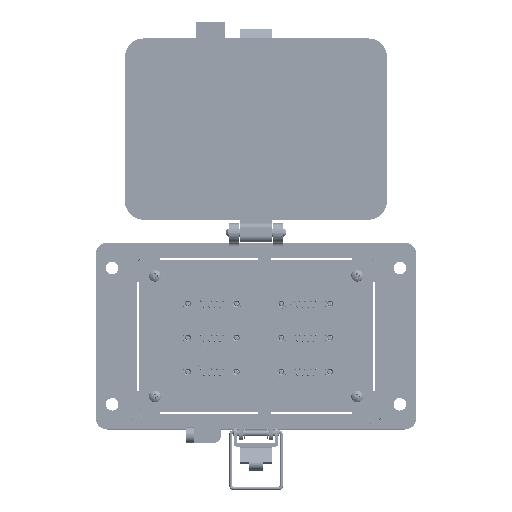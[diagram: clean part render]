
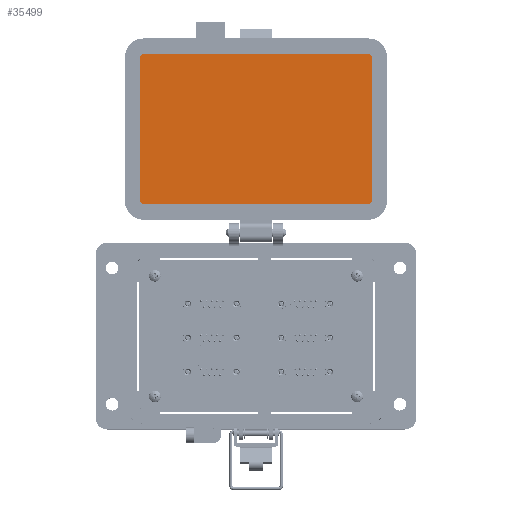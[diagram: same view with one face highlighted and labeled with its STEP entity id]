
A CAD part, top view. The second image highlights one B-rep face of the part: STEP entity #35499.
In plain terms, the highlighted planar face has unit normal (0, 0, 1).
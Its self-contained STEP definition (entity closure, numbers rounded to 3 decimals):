
#100 = DIRECTION ( 'NONE',  ( 0., 0., 1. ) ) ;
#393 = VECTOR ( 'NONE', #40244, 1000. ) ;
#1303 = EDGE_CURVE ( 'NONE', #39691, #10488, #5999, .T. ) ;
#2674 = ORIENTED_EDGE ( 'NONE', *, *, #11044, .F. ) ;
#2742 = VERTEX_POINT ( 'NONE', #13860 ) ;
#2967 = ORIENTED_EDGE ( 'NONE', *, *, #1303, .F. ) ;
#3098 = DIRECTION ( 'NONE',  ( -1., 0., 0. ) ) ;
#3369 = VECTOR ( 'NONE', #30826, 1000. ) ;
#4183 = PLANE ( 'NONE',  #20325 ) ;
#4321 = CARTESIAN_POINT ( 'NONE',  ( 57.717, 67.765, 8.694 ) ) ;
#5999 = LINE ( 'NONE', #18543, #3369 ) ;
#6643 = ORIENTED_EDGE ( 'NONE', *, *, #11477, .F. ) ;
#7492 = LINE ( 'NONE', #18937, #393 ) ;
#8172 = CARTESIAN_POINT ( 'NONE',  ( -57.72, 69.55, 8.694 ) ) ;
#9351 = CARTESIAN_POINT ( 'NONE',  ( 59.502, 69.55, 8.694 ) ) ;
#9396 = VERTEX_POINT ( 'NONE', #33311 ) ;
#10082 = CIRCLE ( 'NONE', #40594, 1.785 ) ;
#10488 = VERTEX_POINT ( 'NONE', #31424 ) ;
#10734 = EDGE_CURVE ( 'NONE', #39124, #51756, #40516, .T. ) ;
#11044 = EDGE_CURVE ( 'NONE', #9396, #37557, #13863, .T. ) ;
#11477 = EDGE_CURVE ( 'NONE', #10488, #21535, #10082, .T. ) ;
#12337 = ORIENTED_EDGE ( 'NONE', *, *, #17048, .F. ) ;
#12774 = EDGE_CURVE ( 'NONE', #51756, #2742, #36388, .T. ) ;
#13108 = ORIENTED_EDGE ( 'NONE', *, *, #28227, .F. ) ;
#13860 = CARTESIAN_POINT ( 'NONE',  ( -57.72, 67.765, 8.694 ) ) ;
#13863 = LINE ( 'NONE', #30491, #51921 ) ;
#15024 = VECTOR ( 'NONE', #3098, 1000. ) ;
#16987 = AXIS2_PLACEMENT_3D ( 'NONE', #23080, #27456, #36195 ) ;
#17048 = EDGE_CURVE ( 'NONE', #2742, #9396, #37585, .T. ) ;
#18543 = CARTESIAN_POINT ( 'NONE',  ( 57.717, 145.119, 8.694 ) ) ;
#18937 = CARTESIAN_POINT ( 'NONE',  ( 59.502, 69.55, 8.694 ) ) ;
#19155 = ORIENTED_EDGE ( 'NONE', *, *, #12774, .F. ) ;
#19356 = CARTESIAN_POINT ( 'NONE',  ( 57.717, 69.55, 8.694 ) ) ;
#20325 = AXIS2_PLACEMENT_3D ( 'NONE', #53907, #100, #28753 ) ;
#20652 = CARTESIAN_POINT ( 'NONE',  ( -57.72, 145.119, 8.694 ) ) ;
#20966 = DIRECTION ( 'NONE',  ( 0., -1., 0. ) ) ;
#21172 = CARTESIAN_POINT ( 'NONE',  ( 59.502, 143.334, 8.694 ) ) ;
#21535 = VERTEX_POINT ( 'NONE', #21172 ) ;
#22841 = ORIENTED_EDGE ( 'NONE', *, *, #10734, .F. ) ;
#23080 = CARTESIAN_POINT ( 'NONE',  ( -57.72, 143.334, 8.694 ) ) ;
#24959 = CARTESIAN_POINT ( 'NONE',  ( -59.505, 143.334, 8.694 ) ) ;
#26405 = EDGE_LOOP ( 'NONE', ( #13108, #2674, #12337, #19155, #22841, #51512, #6643, #2967 ) ) ;
#27456 = DIRECTION ( 'NONE',  ( 0., 0., -1. ) ) ;
#27814 = DIRECTION ( 'NONE',  ( 0., -1., 0. ) ) ;
#28227 = EDGE_CURVE ( 'NONE', #37557, #39691, #28339, .T. ) ;
#28339 = CIRCLE ( 'NONE', #16987, 1.785 ) ;
#28753 = DIRECTION ( 'NONE',  ( 0., -1., 0. ) ) ;
#29002 = CARTESIAN_POINT ( 'NONE',  ( -57.72, 67.765, 8.694 ) ) ;
#30491 = CARTESIAN_POINT ( 'NONE',  ( -59.505, 143.334, 8.694 ) ) ;
#30826 = DIRECTION ( 'NONE',  ( 1., 0., 0. ) ) ;
#30908 = AXIS2_PLACEMENT_3D ( 'NONE', #19356, #52156, #27814 ) ;
#31424 = CARTESIAN_POINT ( 'NONE',  ( 57.717, 145.119, 8.694 ) ) ;
#31449 = DIRECTION ( 'NONE',  ( 0., 0., -1. ) ) ;
#33311 = CARTESIAN_POINT ( 'NONE',  ( -59.505, 69.55, 8.694 ) ) ;
#35317 = EDGE_CURVE ( 'NONE', #21535, #39124, #7492, .T. ) ;
#35499 = ADVANCED_FACE ( 'NONE', ( #37226 ), #4183, .T. ) ;
#36195 = DIRECTION ( 'NONE',  ( 0., -1., 0. ) ) ;
#36388 = LINE ( 'NONE', #29002, #15024 ) ;
#37226 = FACE_OUTER_BOUND ( 'NONE', #26405, .T. ) ;
#37557 = VERTEX_POINT ( 'NONE', #24959 ) ;
#37585 = CIRCLE ( 'NONE', #53303, 1.785 ) ;
#39124 = VERTEX_POINT ( 'NONE', #9351 ) ;
#39130 = CARTESIAN_POINT ( 'NONE',  ( 57.717, 143.334, 8.694 ) ) ;
#39691 = VERTEX_POINT ( 'NONE', #20652 ) ;
#40244 = DIRECTION ( 'NONE',  ( 0., -1., 0. ) ) ;
#40516 = CIRCLE ( 'NONE', #30908, 1.785 ) ;
#40594 = AXIS2_PLACEMENT_3D ( 'NONE', #39130, #31449, #48153 ) ;
#42278 = DIRECTION ( 'NONE',  ( 0., 0., -1. ) ) ;
#43102 = DIRECTION ( 'NONE',  ( 0., 1., 0. ) ) ;
#48153 = DIRECTION ( 'NONE',  ( 0., -1., 0. ) ) ;
#51512 = ORIENTED_EDGE ( 'NONE', *, *, #35317, .F. ) ;
#51756 = VERTEX_POINT ( 'NONE', #4321 ) ;
#51921 = VECTOR ( 'NONE', #43102, 1000. ) ;
#52156 = DIRECTION ( 'NONE',  ( 0., 0., -1. ) ) ;
#53303 = AXIS2_PLACEMENT_3D ( 'NONE', #8172, #42278, #20966 ) ;
#53907 = CARTESIAN_POINT ( 'NONE',  ( -30.745, 145.119, 8.694 ) ) ;
